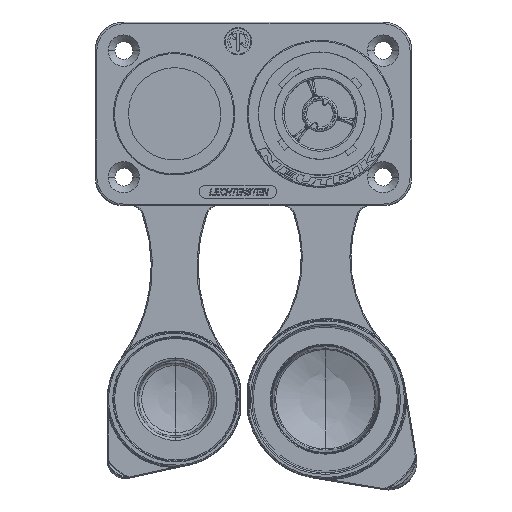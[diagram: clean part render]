
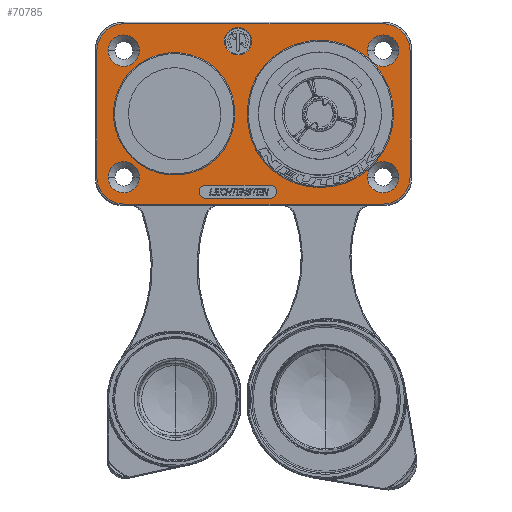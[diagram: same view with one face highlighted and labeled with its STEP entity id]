
A CAD part, top view. The second image highlights one B-rep face of the part: STEP entity #70785.
In plain terms, the highlighted planar face has unit normal (0, 0, 1).
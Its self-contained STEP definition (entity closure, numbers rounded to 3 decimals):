
#19436=CARTESIAN_POINT('',(-9.8,12.2,4.5));
#19437=DIRECTION('',(0.,0.,1.));
#19438=DIRECTION('',(1.,0.,0.));
#19439=AXIS2_PLACEMENT_3D('',#19436,#19437,#19438);
#19441=CARTESIAN_POINT('',(-9.8,12.2,4.5));
#19442=DIRECTION('',(0.,0.,1.));
#19443=DIRECTION('',(-1.,0.,0.));
#19444=AXIS2_PLACEMENT_3D('',#19441,#19442,#19443);
#19446=CARTESIAN_POINT('',(40.2,-12.2,4.5));
#19447=DIRECTION('',(0.,0.,1.));
#19448=DIRECTION('',(1.,0.,0.));
#19449=AXIS2_PLACEMENT_3D('',#19446,#19447,#19448);
#19451=CARTESIAN_POINT('',(40.2,-12.2,4.5));
#19452=DIRECTION('',(0.,0.,1.));
#19453=DIRECTION('',(-1.,0.,0.));
#19454=AXIS2_PLACEMENT_3D('',#19451,#19452,#19453);
#19456=CARTESIAN_POINT('',(40.2,12.2,4.5));
#19457=DIRECTION('',(0.,0.,1.));
#19458=DIRECTION('',(1.,0.,0.));
#19459=AXIS2_PLACEMENT_3D('',#19456,#19457,#19458);
#19461=CARTESIAN_POINT('',(40.2,12.2,4.5));
#19462=DIRECTION('',(0.,0.,1.));
#19463=DIRECTION('',(-1.,0.,0.));
#19464=AXIS2_PLACEMENT_3D('',#19461,#19462,#19463);
#19466=CARTESIAN_POINT('',(-9.8,-12.2,4.5));
#19467=DIRECTION('',(0.,0.,1.));
#19468=DIRECTION('',(1.,0.,0.));
#19469=AXIS2_PLACEMENT_3D('',#19466,#19467,#19468);
#19471=CARTESIAN_POINT('',(-9.8,-12.2,4.5));
#19472=DIRECTION('',(0.,0.,1.));
#19473=DIRECTION('',(-1.,0.,0.));
#19474=AXIS2_PLACEMENT_3D('',#19471,#19472,#19473);
#19476=CARTESIAN_POINT('',(-0.7,0.,4.5));
#19477=DIRECTION('',(0.,0.,-1.));
#19478=DIRECTION('',(0.728,0.685,0.));
#19479=AXIS2_PLACEMENT_3D('',#19476,#19477,#19478);
#19481=CARTESIAN_POINT('',(29.6,0.,4.5));
#19482=DIRECTION('',(0.,0.,-1.));
#19483=DIRECTION('',(-0.887,-0.462,0.));
#19484=AXIS2_PLACEMENT_3D('',#19481,#19482,#19483);
#19486=DIRECTION('',(-1.,0.,0.));
#19487=VECTOR('',#19486,12.5);
#19488=CARTESIAN_POINT('',(18.45,-13.75,4.5));
#19489=LINE('',#19488,#19487);
#19490=CARTESIAN_POINT('',(5.95,-15.,4.5));
#19491=DIRECTION('',(0.,0.,1.));
#19492=DIRECTION('',(0.,1.,0.));
#19493=AXIS2_PLACEMENT_3D('',#19490,#19491,#19492);
#19495=DIRECTION('',(1.,0.,0.));
#19496=VECTOR('',#19495,12.5);
#19497=CARTESIAN_POINT('',(5.95,-16.25,4.5));
#19498=LINE('',#19497,#19496);
#19499=CARTESIAN_POINT('',(18.45,-15.,4.5));
#19500=DIRECTION('',(0.,0.,1.));
#19501=DIRECTION('',(0.,-1.,0.));
#19502=AXIS2_PLACEMENT_3D('',#19499,#19500,#19501);
#19504=CARTESIAN_POINT('',(40.2,12.2,4.5));
#19505=DIRECTION('',(0.,0.,1.));
#19506=DIRECTION('',(1.,0.,0.));
#19507=AXIS2_PLACEMENT_3D('',#19504,#19505,#19506);
#19509=DIRECTION('',(0.,1.,0.));
#19510=VECTOR('',#19509,24.4);
#19511=CARTESIAN_POINT('',(45.383,-12.2,4.5));
#19512=LINE('',#19511,#19510);
#19513=CARTESIAN_POINT('',(40.2,-12.2,4.5));
#19514=DIRECTION('',(0.,0.,1.));
#19515=DIRECTION('',(0.,-1.,0.));
#19516=AXIS2_PLACEMENT_3D('',#19513,#19514,#19515);
#19518=DIRECTION('',(1.,0.,0.));
#19519=VECTOR('',#19518,50.);
#19520=CARTESIAN_POINT('',(-9.8,-17.383,4.5));
#19521=LINE('',#19520,#19519);
#19522=CARTESIAN_POINT('',(-9.8,-12.2,4.5));
#19523=DIRECTION('',(0.,0.,1.));
#19524=DIRECTION('',(-1.,0.,0.));
#19525=AXIS2_PLACEMENT_3D('',#19522,#19523,#19524);
#19527=DIRECTION('',(0.,-1.,0.));
#19528=VECTOR('',#19527,24.4);
#19529=CARTESIAN_POINT('',(-14.983,12.2,4.5));
#19530=LINE('',#19529,#19528);
#19531=CARTESIAN_POINT('',(-9.8,12.2,4.5));
#19532=DIRECTION('',(0.,0.,1.));
#19533=DIRECTION('',(0.,1.,0.));
#19534=AXIS2_PLACEMENT_3D('',#19531,#19532,#19533);
#19536=DIRECTION('',(-1.,0.,0.));
#19537=VECTOR('',#19536,50.);
#19538=CARTESIAN_POINT('',(40.2,17.383,4.5));
#19539=LINE('',#19538,#19537);
#19540=CARTESIAN_POINT('',(12.2,14.,4.5));
#19541=DIRECTION('',(0.,0.,-1.));
#19542=DIRECTION('',(-1.,0.,0.));
#19543=AXIS2_PLACEMENT_3D('',#19540,#19541,#19542);
#19545=CARTESIAN_POINT('',(12.2,14.,4.5));
#19546=DIRECTION('',(0.,0.,-1.));
#19547=DIRECTION('',(1.,0.,0.));
#19548=AXIS2_PLACEMENT_3D('',#19545,#19546,#19547);
#19847=CARTESIAN_POINT('',(0.,0.,4.5));
#19848=DIRECTION('',(0.,0.,-1.));
#19849=DIRECTION('',(0.7,-0.714,0.));
#19850=AXIS2_PLACEMENT_3D('',#19847,#19848,#19849);
#20132=CARTESIAN_POINT('',(28.,0.,4.5));
#20133=DIRECTION('',(0.,0.,-1.));
#20134=DIRECTION('',(-0.862,0.507,0.));
#20135=AXIS2_PLACEMENT_3D('',#20132,#20133,#20134);
#40320=CARTESIAN_POINT('',(18.45,-13.75,4.5));
#40321=CARTESIAN_POINT('',(5.95,-13.75,4.5));
#40322=VERTEX_POINT('',#40320);
#40323=VERTEX_POINT('',#40321);
#40324=CARTESIAN_POINT('',(5.95,-16.25,4.5));
#40325=VERTEX_POINT('',#40324);
#40326=CARTESIAN_POINT('',(18.45,-16.25,4.5));
#40327=VERTEX_POINT('',#40326);
#40336=CARTESIAN_POINT('',(-6.775,12.2,4.5));
#40337=CARTESIAN_POINT('',(-12.825,12.2,4.5));
#40338=VERTEX_POINT('',#40336);
#40339=VERTEX_POINT('',#40337);
#40340=CARTESIAN_POINT('',(43.225,-12.2,4.5));
#40341=CARTESIAN_POINT('',(37.175,-12.2,4.5));
#40342=VERTEX_POINT('',#40340);
#40343=VERTEX_POINT('',#40341);
#41124=CARTESIAN_POINT('',(43.225,12.2,4.5));
#41125=CARTESIAN_POINT('',(37.175,12.2,4.5));
#41126=VERTEX_POINT('',#41124);
#41127=VERTEX_POINT('',#41125);
#41128=CARTESIAN_POINT('',(-6.775,-12.2,4.5));
#41129=CARTESIAN_POINT('',(-12.825,-12.2,4.5));
#41130=VERTEX_POINT('',#41128);
#41131=VERTEX_POINT('',#41129);
#41458=CARTESIAN_POINT('',(8.257,8.43,4.5));
#41459=CARTESIAN_POINT('',(8.257,-8.43,4.5));
#41460=VERTEX_POINT('',#41458);
#41461=VERTEX_POINT('',#41459);
#41462=CARTESIAN_POINT('',(15.763,-7.203,4.5));
#41463=CARTESIAN_POINT('',(15.763,7.203,4.5));
#41464=VERTEX_POINT('',#41462);
#41465=VERTEX_POINT('',#41463);
#41632=CARTESIAN_POINT('',(9.565,14.,4.5));
#41633=CARTESIAN_POINT('',(14.835,14.,4.5));
#41634=VERTEX_POINT('',#41632);
#41635=VERTEX_POINT('',#41633);
#41656=CARTESIAN_POINT('',(45.383,12.2,4.5));
#41657=CARTESIAN_POINT('',(40.2,17.383,4.5));
#41658=VERTEX_POINT('',#41656);
#41659=VERTEX_POINT('',#41657);
#41664=CARTESIAN_POINT('',(-9.8,17.383,4.5));
#41665=VERTEX_POINT('',#41664);
#41668=CARTESIAN_POINT('',(-14.983,12.2,4.5));
#41669=VERTEX_POINT('',#41668);
#41672=CARTESIAN_POINT('',(-14.983,-12.2,4.5));
#41673=VERTEX_POINT('',#41672);
#41676=CARTESIAN_POINT('',(-9.8,-17.383,4.5));
#41677=VERTEX_POINT('',#41676);
#41680=CARTESIAN_POINT('',(40.2,-17.383,4.5));
#41681=VERTEX_POINT('',#41680);
#41684=CARTESIAN_POINT('',(45.383,-12.2,4.5));
#41685=VERTEX_POINT('',#41684);
#70711=CARTESIAN_POINT('',(0.,0.,4.5));
#70712=DIRECTION('',(0.,0.,-1.));
#70713=DIRECTION('',(-1.,0.,0.));
#70714=AXIS2_PLACEMENT_3D('',#70711,#70712,#70713);
#70715=PLANE('',#70714);
#70717=ORIENTED_EDGE('',*,*,#70716,.F.);
#70719=ORIENTED_EDGE('',*,*,#70718,.F.);
#70721=ORIENTED_EDGE('',*,*,#70720,.F.);
#70723=ORIENTED_EDGE('',*,*,#70722,.F.);
#70724=ORIENTED_EDGE('',*,*,#70701,.F.);
#70726=ORIENTED_EDGE('',*,*,#70725,.F.);
#70728=ORIENTED_EDGE('',*,*,#70727,.F.);
#70730=ORIENTED_EDGE('',*,*,#70729,.F.);
#70731=EDGE_LOOP('',(#70717,#70719,#70721,#70723,#70724,#70726,#70728,#70730));
#70732=FACE_OUTER_BOUND('',#70731,.F.);
#70734=ORIENTED_EDGE('',*,*,#70733,.T.);
#70736=ORIENTED_EDGE('',*,*,#70735,.T.);
#70737=EDGE_LOOP('',(#70734,#70736));
#70738=FACE_BOUND('',#70737,.F.);
#70740=ORIENTED_EDGE('',*,*,#70739,.T.);
#70742=ORIENTED_EDGE('',*,*,#70741,.T.);
#70743=EDGE_LOOP('',(#70740,#70742));
#70744=FACE_BOUND('',#70743,.F.);
#70746=ORIENTED_EDGE('',*,*,#70745,.T.);
#70748=ORIENTED_EDGE('',*,*,#70747,.T.);
#70749=EDGE_LOOP('',(#70746,#70748));
#70750=FACE_BOUND('',#70749,.F.);
#70752=ORIENTED_EDGE('',*,*,#70751,.F.);
#70754=ORIENTED_EDGE('',*,*,#70753,.F.);
#70755=EDGE_LOOP('',(#70752,#70754));
#70756=FACE_BOUND('',#70755,.F.);
#70758=ORIENTED_EDGE('',*,*,#70757,.F.);
#70760=ORIENTED_EDGE('',*,*,#70759,.F.);
#70761=EDGE_LOOP('',(#70758,#70760));
#70762=FACE_BOUND('',#70761,.F.);
#70764=ORIENTED_EDGE('',*,*,#70763,.T.);
#70766=ORIENTED_EDGE('',*,*,#70765,.T.);
#70768=ORIENTED_EDGE('',*,*,#70767,.T.);
#70770=ORIENTED_EDGE('',*,*,#70769,.T.);
#70771=EDGE_LOOP('',(#70764,#70766,#70768,#70770));
#70772=FACE_BOUND('',#70771,.F.);
#70774=ORIENTED_EDGE('',*,*,#70773,.T.);
#70776=ORIENTED_EDGE('',*,*,#70775,.T.);
#70777=EDGE_LOOP('',(#70774,#70776));
#70778=FACE_BOUND('',#70777,.F.);
#70780=ORIENTED_EDGE('',*,*,#70779,.F.);
#70782=ORIENTED_EDGE('',*,*,#70781,.F.);
#70783=EDGE_LOOP('',(#70780,#70782));
#70784=FACE_BOUND('',#70783,.F.);
#70785=ADVANCED_FACE('',(#70732,#70738,#70744,#70750,#70756,#70762,#70772,
#70778,#70784),#70715,.F.);
#19440=CIRCLE('',#19439,3.025);
#19445=CIRCLE('',#19444,3.025);
#19450=CIRCLE('',#19449,3.025);
#19455=CIRCLE('',#19454,3.025);
#19460=CIRCLE('',#19459,3.025);
#19465=CIRCLE('',#19464,3.025);
#19470=CIRCLE('',#19469,3.025);
#19475=CIRCLE('',#19474,3.025);
#19480=CIRCLE('',#19479,12.3);
#19485=CIRCLE('',#19484,15.6);
#19494=CIRCLE('',#19493,1.25);
#19503=CIRCLE('',#19502,1.25);
#19508=CIRCLE('',#19507,5.183);
#19517=CIRCLE('',#19516,5.183);
#19526=CIRCLE('',#19525,5.183);
#19535=CIRCLE('',#19534,5.183);
#19544=CIRCLE('',#19543,2.635);
#19549=CIRCLE('',#19548,2.635);
#19851=CIRCLE('',#19850,11.8);
#20136=CIRCLE('',#20135,14.2);
#70701=EDGE_CURVE('',#41673,#41677,#19526,.T.);
#70716=EDGE_CURVE('',#41658,#41659,#19508,.T.);
#70718=EDGE_CURVE('',#41685,#41658,#19512,.T.);
#70720=EDGE_CURVE('',#41681,#41685,#19517,.T.);
#70722=EDGE_CURVE('',#41677,#41681,#19521,.T.);
#70725=EDGE_CURVE('',#41669,#41673,#19530,.T.);
#70727=EDGE_CURVE('',#41665,#41669,#19535,.T.);
#70729=EDGE_CURVE('',#41659,#41665,#19539,.T.);
#70733=EDGE_CURVE('',#40342,#40343,#19450,.T.);
#70735=EDGE_CURVE('',#40343,#40342,#19455,.T.);
#70739=EDGE_CURVE('',#41126,#41127,#19460,.T.);
#70741=EDGE_CURVE('',#41127,#41126,#19465,.T.);
#70745=EDGE_CURVE('',#41130,#41131,#19470,.T.);
#70747=EDGE_CURVE('',#41131,#41130,#19475,.T.);
#70751=EDGE_CURVE('',#41461,#41460,#19851,.T.);
#70753=EDGE_CURVE('',#41460,#41461,#19480,.T.);
#70757=EDGE_CURVE('',#41465,#41464,#20136,.T.);
#70759=EDGE_CURVE('',#41464,#41465,#19485,.T.);
#70763=EDGE_CURVE('',#40322,#40323,#19489,.T.);
#70765=EDGE_CURVE('',#40323,#40325,#19494,.T.);
#70767=EDGE_CURVE('',#40325,#40327,#19498,.T.);
#70769=EDGE_CURVE('',#40327,#40322,#19503,.T.);
#70773=EDGE_CURVE('',#40338,#40339,#19440,.T.);
#70775=EDGE_CURVE('',#40339,#40338,#19445,.T.);
#70779=EDGE_CURVE('',#41634,#41635,#19544,.T.);
#70781=EDGE_CURVE('',#41635,#41634,#19549,.T.);
